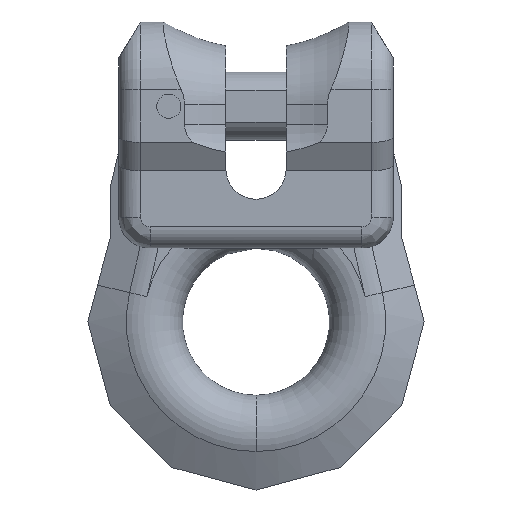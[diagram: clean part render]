
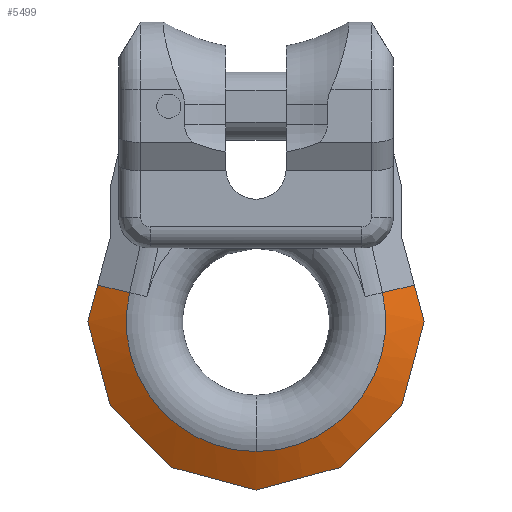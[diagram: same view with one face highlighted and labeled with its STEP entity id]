
A CAD part, front view. The second image highlights one B-rep face of the part: STEP entity #5499.
In plain terms, the highlighted conical face has half-angle 62.435 degrees and reference radius 30.946 mm.
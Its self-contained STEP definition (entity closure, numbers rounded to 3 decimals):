
#31=CARTESIAN_POINT('',(0.,-7.092,15.25));
#32=DIRECTION('',(0.,-1.,0.));
#33=DIRECTION('',(0.,0.,-1.));
#34=AXIS2_PLACEMENT_3D('',#31,#32,#33);
#153=DIRECTION('',(-0.864,-0.463,-0.199));
#154=VECTOR('',#153,7.692);
#155=CARTESIAN_POINT('',(32.905,-3.533,22.847));
#156=LINE('',#155,#154);
#265=CARTESIAN_POINT('',(0.,-2.922,-19.691));
#266=CARTESIAN_POINT('',(-0.972,-3.058,
-19.43));
#267=CARTESIAN_POINT('',(-2.915,-3.287,
-18.909));
#268=CARTESIAN_POINT('',(-5.824,-3.496,
-18.13));
#269=CARTESIAN_POINT('',(-8.735,-3.567,
-17.35));
#270=CARTESIAN_POINT('',(-11.647,-3.496,
-16.57));
#271=CARTESIAN_POINT('',(-14.555,-3.287,
-15.79));
#272=CARTESIAN_POINT('',(-16.498,-3.058,
-15.27));
#273=CARTESIAN_POINT('',(-17.47,-2.922,
-15.009));
#275=CARTESIAN_POINT('',(-17.47,-2.922,
-15.009));
#276=CARTESIAN_POINT('',(-18.182,-3.058,
-14.298));
#277=CARTESIAN_POINT('',(-19.604,-3.287,
-12.875));
#278=CARTESIAN_POINT('',(-21.734,-3.496,
-10.746));
#279=CARTESIAN_POINT('',(-23.865,-3.567,
-8.615));
#280=CARTESIAN_POINT('',(-25.996,-3.496,
-6.483));
#281=CARTESIAN_POINT('',(-28.126,-3.287,
-4.354));
#282=CARTESIAN_POINT('',(-29.548,-3.058,
-2.932));
#283=CARTESIAN_POINT('',(-30.259,-2.922,
-2.22));
#285=CARTESIAN_POINT('',(-30.259,-2.922,
-2.22));
#286=CARTESIAN_POINT('',(-30.52,-3.058,
-1.248));
#287=CARTESIAN_POINT('',(-31.04,-3.287,
0.695));
#288=CARTESIAN_POINT('',(-31.82,-3.496,3.603));
#289=CARTESIAN_POINT('',(-32.6,-3.567,6.515));
#290=CARTESIAN_POINT('',(-33.38,-3.496,9.427));
#291=CARTESIAN_POINT('',(-34.16,-3.287,12.335));
#292=CARTESIAN_POINT('',(-34.68,-3.058,14.278));
#293=CARTESIAN_POINT('',(-34.941,-2.922,15.25));
#295=CARTESIAN_POINT('',(-34.941,-2.922,15.25));
#296=CARTESIAN_POINT('',(-34.714,-3.04,16.095));
#297=CARTESIAN_POINT('',(-34.262,-3.244,17.784));
#298=CARTESIAN_POINT('',(-33.584,-3.449,20.314));
#299=CARTESIAN_POINT('',(-33.131,-3.517,22.002));
#300=CARTESIAN_POINT('',(-32.905,-3.533,22.847));
#302=CARTESIAN_POINT('',(32.905,-3.533,22.847));
#303=CARTESIAN_POINT('',(33.131,-3.517,22.002));
#304=CARTESIAN_POINT('',(33.584,-3.449,20.312));
#305=CARTESIAN_POINT('',(34.262,-3.244,17.782));
#306=CARTESIAN_POINT('',(34.714,-3.04,16.094));
#307=CARTESIAN_POINT('',(34.941,-2.922,15.25));
#309=CARTESIAN_POINT('',(34.941,-2.922,15.25));
#310=CARTESIAN_POINT('',(34.68,-3.058,14.278));
#311=CARTESIAN_POINT('',(34.159,-3.287,12.335));
#312=CARTESIAN_POINT('',(33.38,-3.496,9.426));
#313=CARTESIAN_POINT('',(32.6,-3.567,6.515));
#314=CARTESIAN_POINT('',(31.82,-3.496,3.603));
#315=CARTESIAN_POINT('',(31.04,-3.287,0.695));
#316=CARTESIAN_POINT('',(30.52,-3.058,-1.248));
#317=CARTESIAN_POINT('',(30.259,-2.922,-2.22));
#319=CARTESIAN_POINT('',(30.259,-2.922,-2.22));
#320=CARTESIAN_POINT('',(29.548,-3.058,-2.932));
#321=CARTESIAN_POINT('',(28.125,-3.287,-4.354));
#322=CARTESIAN_POINT('',(25.996,-3.496,-6.484));
#323=CARTESIAN_POINT('',(23.865,-3.567,-8.615));
#324=CARTESIAN_POINT('',(21.733,-3.496,-10.746));
#325=CARTESIAN_POINT('',(19.604,-3.287,-12.876));
#326=CARTESIAN_POINT('',(18.182,-3.058,-14.298));
#327=CARTESIAN_POINT('',(17.47,-2.922,-15.009));
#329=CARTESIAN_POINT('',(17.47,-2.922,-15.009));
#330=CARTESIAN_POINT('',(16.498,-3.058,-15.27));
#331=CARTESIAN_POINT('',(14.555,-3.287,-15.79));
#332=CARTESIAN_POINT('',(11.647,-3.496,-16.57));
#333=CARTESIAN_POINT('',(8.735,-3.567,-17.35));
#334=CARTESIAN_POINT('',(5.823,-3.496,-18.13));
#335=CARTESIAN_POINT('',(2.915,-3.287,-18.91));
#336=CARTESIAN_POINT('',(0.972,-3.058,
-19.43));
#337=CARTESIAN_POINT('',(0.,-2.922,-19.691));
#1476=CARTESIAN_POINT('',(0.,-7.092,15.25));
#1477=DIRECTION('',(0.,1.,0.));
#1478=DIRECTION('',(0.,0.,-1.));
#1479=AXIS2_PLACEMENT_3D('',#1476,#1477,#1478);
#1566=DIRECTION('',(0.864,-0.463,-0.199));
#1567=VECTOR('',#1566,7.692);
#1568=CARTESIAN_POINT('',(-32.905,-3.533,
22.847));
#1569=LINE('',#1568,#1567);
#4089=CARTESIAN_POINT('',(-26.261,-7.092,
21.313));
#4091=VERTEX_POINT('',#4089);
#4093=CARTESIAN_POINT('',(0.,-7.092,-11.702));
#4094=VERTEX_POINT('',#4093);
#4095=CARTESIAN_POINT('',(26.261,-7.092,21.313));
#4097=VERTEX_POINT('',#4095);
#4320=VERTEX_POINT('',#265);
#4321=VERTEX_POINT('',#273);
#4322=VERTEX_POINT('',#283);
#4323=VERTEX_POINT('',#293);
#4324=VERTEX_POINT('',#300);
#4325=VERTEX_POINT('',#302);
#4326=VERTEX_POINT('',#307);
#4327=VERTEX_POINT('',#317);
#4328=VERTEX_POINT('',#327);
#5475=CARTESIAN_POINT('',(0.,-5.007,15.25));
#5476=DIRECTION('',(0.,1.,0.));
#5477=DIRECTION('',(0.,0.,1.));
#5478=AXIS2_PLACEMENT_3D('',#5475,#5476,#5477);
#5479=CONICAL_SURFACE('',#5478,30.946,62.435);
#5480=ORIENTED_EDGE('',*,*,#5429,.T.);
#5482=ORIENTED_EDGE('',*,*,#5481,.T.);
#5484=ORIENTED_EDGE('',*,*,#5483,.T.);
#5486=ORIENTED_EDGE('',*,*,#5485,.T.);
#5488=ORIENTED_EDGE('',*,*,#5487,.T.);
#5490=ORIENTED_EDGE('',*,*,#5489,.F.);
#5491=ORIENTED_EDGE('',*,*,#5205,.T.);
#5492=ORIENTED_EDGE('',*,*,#5359,.F.);
#5493=ORIENTED_EDGE('',*,*,#5384,.T.);
#5494=ORIENTED_EDGE('',*,*,#5470,.T.);
#5495=ORIENTED_EDGE('',*,*,#5457,.T.);
#5496=ORIENTED_EDGE('',*,*,#5443,.T.);
#5497=EDGE_LOOP('',(#5480,#5482,#5484,#5486,#5488,#5490,#5491,#5492,#5493,#5494,
#5495,#5496));
#5498=FACE_OUTER_BOUND('',#5497,.F.);
#5499=ADVANCED_FACE('',(#5498),#5479,.T.);
#35=CIRCLE('',#34,26.952);
#274=B_SPLINE_CURVE_WITH_KNOTS('',3,(#265,#266,#267,#268,#269,#270,#271,#272,
#273),.UNSPECIFIED.,.F.,.F.,(4,1,1,1,1,1,4),(0.,0.167,
0.333,0.5,0.667,0.833,1.),
.UNSPECIFIED.);
#284=B_SPLINE_CURVE_WITH_KNOTS('',3,(#275,#276,#277,#278,#279,#280,#281,#282,
#283),.UNSPECIFIED.,.F.,.F.,(4,1,1,1,1,1,4),(0.,0.167,
0.333,0.5,0.667,0.833,1.),
.UNSPECIFIED.);
#294=B_SPLINE_CURVE_WITH_KNOTS('',3,(#285,#286,#287,#288,#289,#290,#291,#292,
#293),.UNSPECIFIED.,.F.,.F.,(4,1,1,1,1,1,4),(0.,0.167,
0.333,0.5,0.667,0.833,1.),
.UNSPECIFIED.);
#301=B_SPLINE_CURVE_WITH_KNOTS('',3,(#295,#296,#297,#298,#299,#300),
.UNSPECIFIED.,.F.,.F.,(4,1,1,4),(0.,0.333,0.667,1.),
.UNSPECIFIED.);
#308=B_SPLINE_CURVE_WITH_KNOTS('',3,(#302,#303,#304,#305,#306,#307),
.UNSPECIFIED.,.F.,.F.,(4,1,1,4),(0.,0.333,0.667,1.),
.UNSPECIFIED.);
#318=B_SPLINE_CURVE_WITH_KNOTS('',3,(#309,#310,#311,#312,#313,#314,#315,#316,
#317),.UNSPECIFIED.,.F.,.F.,(4,1,1,1,1,1,4),(0.,0.167,
0.333,0.5,0.667,0.833,1.),
.UNSPECIFIED.);
#328=B_SPLINE_CURVE_WITH_KNOTS('',3,(#319,#320,#321,#322,#323,#324,#325,#326,
#327),.UNSPECIFIED.,.F.,.F.,(4,1,1,1,1,1,4),(0.,0.167,
0.333,0.5,0.667,0.833,1.),
.UNSPECIFIED.);
#338=B_SPLINE_CURVE_WITH_KNOTS('',3,(#329,#330,#331,#332,#333,#334,#335,#336,
#337),.UNSPECIFIED.,.F.,.F.,(4,1,1,1,1,1,4),(0.,0.167,
0.333,0.5,0.667,0.833,1.),
.UNSPECIFIED.);
#1480=CIRCLE('',#1479,26.952);
#5205=EDGE_CURVE('',#4094,#4097,#35,.T.);
#5359=EDGE_CURVE('',#4325,#4097,#156,.T.);
#5384=EDGE_CURVE('',#4325,#4326,#308,.T.);
#5429=EDGE_CURVE('',#4320,#4321,#274,.T.);
#5443=EDGE_CURVE('',#4328,#4320,#338,.T.);
#5457=EDGE_CURVE('',#4327,#4328,#328,.T.);
#5470=EDGE_CURVE('',#4326,#4327,#318,.T.);
#5481=EDGE_CURVE('',#4321,#4322,#284,.T.);
#5483=EDGE_CURVE('',#4322,#4323,#294,.T.);
#5485=EDGE_CURVE('',#4323,#4324,#301,.T.);
#5487=EDGE_CURVE('',#4324,#4091,#1569,.T.);
#5489=EDGE_CURVE('',#4094,#4091,#1480,.T.);
